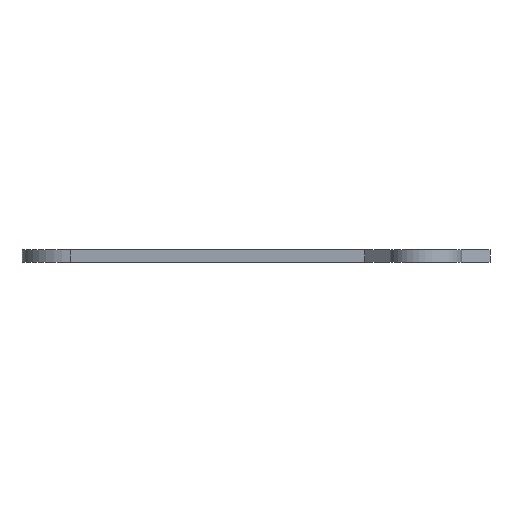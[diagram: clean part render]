
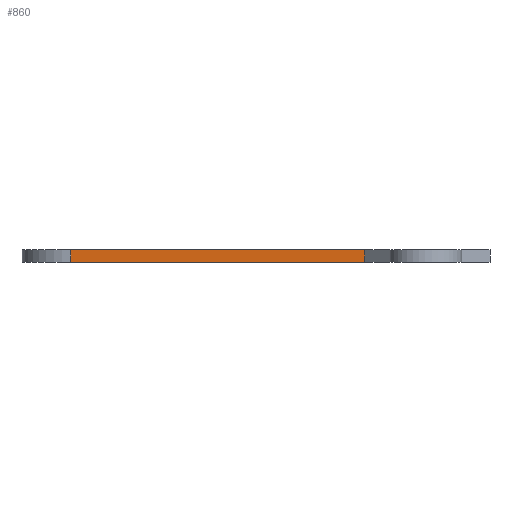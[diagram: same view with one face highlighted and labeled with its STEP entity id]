
A CAD part, front view. The second image highlights one B-rep face of the part: STEP entity #860.
In plain terms, the highlighted planar face has unit normal (-0.069, -0.998, 0).
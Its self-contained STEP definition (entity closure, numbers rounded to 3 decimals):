
#34 = ORIENTED_EDGE ( 'NONE', *, *, #752, .F. ) ;
#39 = ORIENTED_EDGE ( 'NONE', *, *, #790, .T. ) ;
#278 = CARTESIAN_POINT ( 'NONE',  ( -87.895, -12.969, 0. ) ) ;
#311 = CARTESIAN_POINT ( 'NONE',  ( -87.895, -12.969, 3. ) ) ;
#321 = DIRECTION ( 'NONE',  ( 0.998, -0.069, 0. ) ) ;
#322 = VECTOR ( 'NONE', #321, 1000. ) ;
#323 = CARTESIAN_POINT ( 'NONE',  ( -15., -18., 3. ) ) ;
#324 = LINE ( 'NONE', #323, #322 ) ;
#345 = CARTESIAN_POINT ( 'NONE',  ( -15., -18., 3. ) ) ;
#394 = DIRECTION ( 'NONE',  ( 0., 0., -1. ) ) ;
#395 = VECTOR ( 'NONE', #394, 1000. ) ;
#396 = CARTESIAN_POINT ( 'NONE',  ( -87.895, -12.969, 3. ) ) ;
#397 = LINE ( 'NONE', #396, #395 ) ;
#445 = DIRECTION ( 'NONE',  ( 0., 0., -1. ) ) ;
#446 = VECTOR ( 'NONE', #445, 1000. ) ;
#447 = CARTESIAN_POINT ( 'NONE',  ( -15., -18., 3. ) ) ;
#448 = LINE ( 'NONE', #447, #446 ) ;
#510 = DIRECTION ( 'NONE',  ( -0.998, 0.069, 0. ) ) ;
#511 = DIRECTION ( 'NONE',  ( 0.069, 0.998, 0. ) ) ;
#512 = CARTESIAN_POINT ( 'NONE',  ( -15., -18., 3. ) ) ;
#513 = AXIS2_PLACEMENT_3D ( 'NONE', #512, #511, #510 ) ;
#514 = PLANE ( 'NONE',  #513 ) ;
#515 = FACE_OUTER_BOUND ( 'NONE', #861, .T. ) ;
#526 = CARTESIAN_POINT ( 'NONE',  ( -15., -18., 0. ) ) ;
#534 = DIRECTION ( 'NONE',  ( 0.998, -0.069, 0. ) ) ;
#535 = VECTOR ( 'NONE', #534, 1000. ) ;
#536 = CARTESIAN_POINT ( 'NONE',  ( -15., -18., 0. ) ) ;
#537 = LINE ( 'NONE', #536, #535 ) ;
#744 = VERTEX_POINT ( 'NONE', #278 ) ;
#752 = EDGE_CURVE ( 'NONE', #757, #782, #324, .T. ) ;
#757 = VERTEX_POINT ( 'NONE', #311 ) ;
#782 = VERTEX_POINT ( 'NONE', #345 ) ;
#790 = EDGE_CURVE ( 'NONE', #757, #744, #397, .T. ) ;
#828 = ORIENTED_EDGE ( 'NONE', *, *, #879, .T. ) ;
#829 = ORIENTED_EDGE ( 'NONE', *, *, #830, .F. ) ;
#830 = EDGE_CURVE ( 'NONE', #782, #851, #448, .T. ) ;
#851 = VERTEX_POINT ( 'NONE', #526 ) ;
#860 = ADVANCED_FACE ( 'NONE', ( #515 ), #514, .F. ) ;
#861 = EDGE_LOOP ( 'NONE', ( #828, #829, #34, #39 ) ) ;
#879 = EDGE_CURVE ( 'NONE', #744, #851, #537, .T. ) ;
